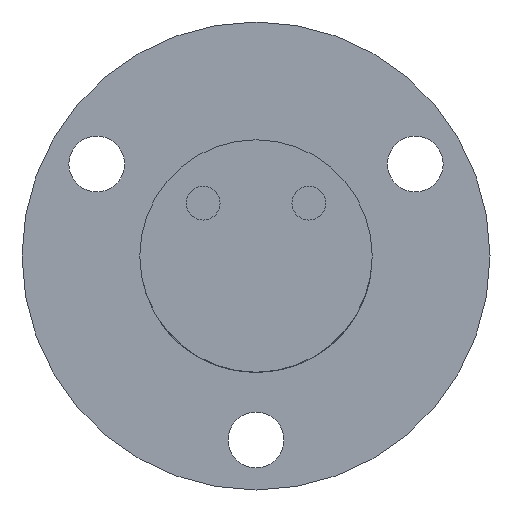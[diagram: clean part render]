
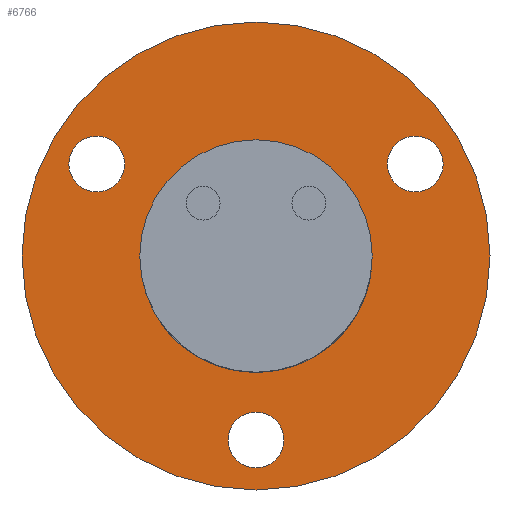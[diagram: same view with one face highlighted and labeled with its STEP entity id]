
A CAD part, front view. The second image highlights one B-rep face of the part: STEP entity #6766.
In plain terms, the highlighted planar face has unit normal (0, -1, 0).
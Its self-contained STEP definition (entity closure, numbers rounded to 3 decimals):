
#122 = DIRECTION ( 'NONE',  ( 0., 1., 0. ) ) ;
#576 = CARTESIAN_POINT ( 'NONE',  ( -17.718, 38.5, 8.705 ) ) ;
#627 = CIRCLE ( 'NONE', #6741, 2.64 ) ;
#635 = CARTESIAN_POINT ( 'NONE',  ( -11., 38.5, 0. ) ) ;
#801 = EDGE_CURVE ( 'NONE', #12288, #13490, #5296, .T. ) ;
#1185 = DIRECTION ( 'NONE',  ( -1., 0., 0. ) ) ;
#1313 = AXIS2_PLACEMENT_3D ( 'NONE', #13816, #11386, #11669 ) ;
#1314 = DIRECTION ( 'NONE',  ( 0., 1., 0. ) ) ;
#1733 = CARTESIAN_POINT ( 'NONE',  ( -12.438, 38.5, 8.705 ) ) ;
#1889 = DIRECTION ( 'NONE',  ( 0., 1., 0. ) ) ;
#2104 = DIRECTION ( 'NONE',  ( 0., -1., 0. ) ) ;
#2190 = EDGE_LOOP ( 'NONE', ( #2526, #5340 ) ) ;
#2274 = DIRECTION ( 'NONE',  ( -1., 0., 0. ) ) ;
#2409 = CARTESIAN_POINT ( 'NONE',  ( 0., 38.5, 0. ) ) ;
#2482 = FACE_BOUND ( 'NONE', #6481, .T. ) ;
#2526 = ORIENTED_EDGE ( 'NONE', *, *, #7934, .F. ) ;
#2771 = CARTESIAN_POINT ( 'NONE',  ( -22.15, 38.5, 0. ) ) ;
#2782 = EDGE_CURVE ( 'NONE', #14573, #4628, #11717, .T. ) ;
#2792 = AXIS2_PLACEMENT_3D ( 'NONE', #2409, #122, #7194 ) ;
#2802 = CIRCLE ( 'NONE', #2792, 11. ) ;
#2997 = FACE_OUTER_BOUND ( 'NONE', #12602, .T. ) ;
#3046 = AXIS2_PLACEMENT_3D ( 'NONE', #7928, #2104, #7626 ) ;
#3090 = ORIENTED_EDGE ( 'NONE', *, *, #4950, .F. ) ;
#3227 = CARTESIAN_POINT ( 'NONE',  ( 0., 38.5, 0. ) ) ;
#3484 = DIRECTION ( 'NONE',  ( -1., 0., 0. ) ) ;
#3628 = DIRECTION ( 'NONE',  ( 0., -1., 0. ) ) ;
#3761 = VERTEX_POINT ( 'NONE', #576 ) ;
#3794 = ORIENTED_EDGE ( 'NONE', *, *, #11940, .F. ) ;
#3909 = AXIS2_PLACEMENT_3D ( 'NONE', #10792, #1889, #8527 ) ;
#3948 = FACE_BOUND ( 'NONE', #2190, .T. ) ;
#3987 = ORIENTED_EDGE ( 'NONE', *, *, #9324, .T. ) ;
#4238 = CIRCLE ( 'NONE', #5634, 2.64 ) ;
#4434 = AXIS2_PLACEMENT_3D ( 'NONE', #3227, #7713, #12205 ) ;
#4628 = VERTEX_POINT ( 'NONE', #5879 ) ;
#4719 = CARTESIAN_POINT ( 'NONE',  ( 22.15, 38.5, 0. ) ) ;
#4950 = EDGE_CURVE ( 'NONE', #13455, #9394, #11006, .T. ) ;
#5051 = FACE_BOUND ( 'NONE', #13783, .T. ) ;
#5152 = DIRECTION ( 'NONE',  ( 0., -1., 0. ) ) ;
#5170 = AXIS2_PLACEMENT_3D ( 'NONE', #6473, #5152, #5369 ) ;
#5296 = CIRCLE ( 'NONE', #1313, 2.64 ) ;
#5319 = VERTEX_POINT ( 'NONE', #13193 ) ;
#5340 = ORIENTED_EDGE ( 'NONE', *, *, #13332, .F. ) ;
#5358 = AXIS2_PLACEMENT_3D ( 'NONE', #10155, #1314, #2274 ) ;
#5369 = DIRECTION ( 'NONE',  ( -1., 0., 0. ) ) ;
#5572 = CARTESIAN_POINT ( 'NONE',  ( 12.438, 38.5, 8.705 ) ) ;
#5634 = AXIS2_PLACEMENT_3D ( 'NONE', #12389, #11012, #3484 ) ;
#5879 = CARTESIAN_POINT ( 'NONE',  ( 11., 38.5, 0. ) ) ;
#6210 = EDGE_LOOP ( 'NONE', ( #3794, #6710 ) ) ;
#6400 = CARTESIAN_POINT ( 'NONE',  ( 15.078, 38.5, 8.705 ) ) ;
#6473 = CARTESIAN_POINT ( 'NONE',  ( 15.078, 38.5, 8.705 ) ) ;
#6481 = EDGE_LOOP ( 'NONE', ( #12322, #9831 ) ) ;
#6642 = DIRECTION ( 'NONE',  ( -1., 0., 0. ) ) ;
#6710 = ORIENTED_EDGE ( 'NONE', *, *, #11135, .F. ) ;
#6741 = AXIS2_PLACEMENT_3D ( 'NONE', #6400, #10895, #1185 ) ;
#6766 = ADVANCED_FACE ( 'NONE', ( #5051, #8456, #3948, #2482, #2997 ), #9765, .F. ) ;
#6838 = DIRECTION ( 'NONE',  ( 0., 1., 0. ) ) ;
#6936 = CARTESIAN_POINT ( 'NONE',  ( -15.078, 38.5, 8.705 ) ) ;
#7194 = DIRECTION ( 'NONE',  ( -1., 0., 0. ) ) ;
#7626 = DIRECTION ( 'NONE',  ( -1., 0., 0. ) ) ;
#7713 = DIRECTION ( 'NONE',  ( 0., 1., 0. ) ) ;
#7730 = VERTEX_POINT ( 'NONE', #1733 ) ;
#7928 = CARTESIAN_POINT ( 'NONE',  ( 0., 38.5, -17.41 ) ) ;
#7934 = EDGE_CURVE ( 'NONE', #14454, #5319, #11538, .T. ) ;
#8228 = CIRCLE ( 'NONE', #3046, 2.64 ) ;
#8456 = FACE_BOUND ( 'NONE', #6210, .T. ) ;
#8472 = AXIS2_PLACEMENT_3D ( 'NONE', #6936, #3628, #6642 ) ;
#8527 = DIRECTION ( 'NONE',  ( 1., 0., 0. ) ) ;
#9324 = EDGE_CURVE ( 'NONE', #4628, #14573, #2802, .T. ) ;
#9394 = VERTEX_POINT ( 'NONE', #2771 ) ;
#9441 = EDGE_CURVE ( 'NONE', #13490, #12288, #8228, .T. ) ;
#9765 = PLANE ( 'NONE',  #3909 ) ;
#9788 = ORIENTED_EDGE ( 'NONE', *, *, #2782, .T. ) ;
#9831 = ORIENTED_EDGE ( 'NONE', *, *, #801, .F. ) ;
#10155 = CARTESIAN_POINT ( 'NONE',  ( 0., 38.5, 0. ) ) ;
#10346 = CIRCLE ( 'NONE', #8472, 2.64 ) ;
#10498 = CIRCLE ( 'NONE', #13800, 22.15 ) ;
#10792 = CARTESIAN_POINT ( 'NONE',  ( 11., 38.5, 0. ) ) ;
#10895 = DIRECTION ( 'NONE',  ( 0., -1., 0. ) ) ;
#11006 = CIRCLE ( 'NONE', #4434, 22.15 ) ;
#11012 = DIRECTION ( 'NONE',  ( 0., -1., 0. ) ) ;
#11135 = EDGE_CURVE ( 'NONE', #7730, #3761, #10346, .T. ) ;
#11200 = CARTESIAN_POINT ( 'NONE',  ( 2.64, 38.5, -17.41 ) ) ;
#11330 = DIRECTION ( 'NONE',  ( -1., 0., 0. ) ) ;
#11386 = DIRECTION ( 'NONE',  ( 0., -1., 0. ) ) ;
#11538 = CIRCLE ( 'NONE', #5170, 2.64 ) ;
#11669 = DIRECTION ( 'NONE',  ( -1., 0., 0. ) ) ;
#11717 = CIRCLE ( 'NONE', #5358, 11. ) ;
#11867 = ORIENTED_EDGE ( 'NONE', *, *, #12581, .F. ) ;
#11940 = EDGE_CURVE ( 'NONE', #3761, #7730, #4238, .T. ) ;
#12205 = DIRECTION ( 'NONE',  ( -1., 0., 0. ) ) ;
#12288 = VERTEX_POINT ( 'NONE', #11200 ) ;
#12322 = ORIENTED_EDGE ( 'NONE', *, *, #9441, .F. ) ;
#12389 = CARTESIAN_POINT ( 'NONE',  ( -15.078, 38.5, 8.705 ) ) ;
#12432 = CARTESIAN_POINT ( 'NONE',  ( 0., 38.5, 0. ) ) ;
#12581 = EDGE_CURVE ( 'NONE', #9394, #13455, #10498, .T. ) ;
#12602 = EDGE_LOOP ( 'NONE', ( #11867, #3090 ) ) ;
#13193 = CARTESIAN_POINT ( 'NONE',  ( 17.718, 38.5, 8.705 ) ) ;
#13332 = EDGE_CURVE ( 'NONE', #5319, #14454, #627, .T. ) ;
#13455 = VERTEX_POINT ( 'NONE', #4719 ) ;
#13490 = VERTEX_POINT ( 'NONE', #13632 ) ;
#13632 = CARTESIAN_POINT ( 'NONE',  ( -2.64, 38.5, -17.41 ) ) ;
#13783 = EDGE_LOOP ( 'NONE', ( #9788, #3987 ) ) ;
#13800 = AXIS2_PLACEMENT_3D ( 'NONE', #12432, #6838, #11330 ) ;
#13816 = CARTESIAN_POINT ( 'NONE',  ( 0., 38.5, -17.41 ) ) ;
#14454 = VERTEX_POINT ( 'NONE', #5572 ) ;
#14573 = VERTEX_POINT ( 'NONE', #635 ) ;
